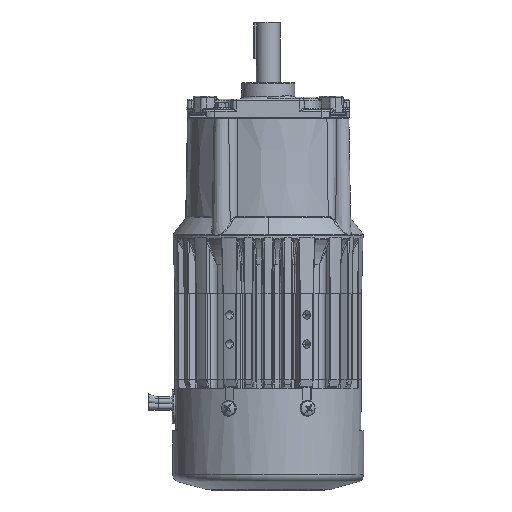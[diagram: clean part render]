
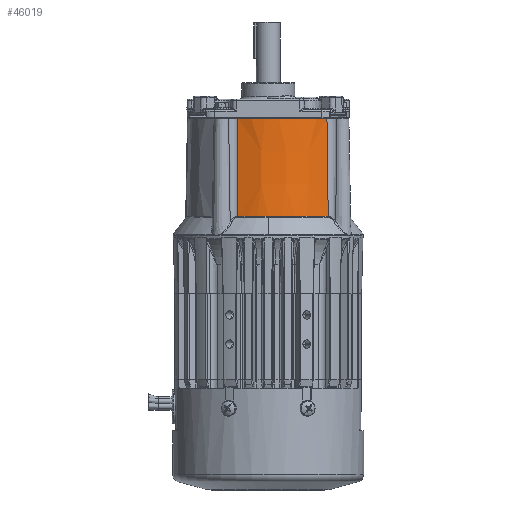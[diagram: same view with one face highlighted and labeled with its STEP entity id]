
A CAD part, front view. The second image highlights one B-rep face of the part: STEP entity #46019.
In plain terms, the highlighted conical face has half-angle 1 degrees and reference radius 42.545 mm.
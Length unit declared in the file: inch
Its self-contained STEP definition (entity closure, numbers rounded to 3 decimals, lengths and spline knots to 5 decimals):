
#7152 = EDGE_CURVE ( 'NONE', #49939, #27990, #31257, .T. ) ;
#7153 = EDGE_CURVE ( 'NONE', #27981, #49439, #31256, .T. ) ;
#7155 = EDGE_CURVE ( 'NONE', #27990, #50472, #31261, .T. ) ;
#7230 = EDGE_CURVE ( 'NONE', #50472, #49439, #31289, .T. ) ;
#9428 = DIRECTION ( 'NONE',  ( -1., 0., 0. ) ) ;
#9437 = DIRECTION ( 'NONE',  ( 0., 0., -1. ) ) ;
#9471 = CARTESIAN_POINT ( 'NONE',  ( 0., 0., 3.7 ) ) ;
#18124 = AXIS2_PLACEMENT_3D ( 'NONE', #86355, #86356, #86357 ) ;
#18183 = AXIS2_PLACEMENT_3D ( 'NONE', #83274, #83276, #83278 ) ;
#27981 = VERTEX_POINT ( 'NONE', #71464 ) ;
#27990 = VERTEX_POINT ( 'NONE', #71471 ) ;
#29629 = CIRCLE ( 'NONE', #106635, 1.7113 ) ;
#31256 = LINE ( 'NONE', #86354, #31263 ) ;
#31257 = CIRCLE ( 'NONE', #18124, 1.7113 ) ;
#31261 = LINE ( 'NONE', #86360, #31264 ) ;
#31263 = VECTOR ( 'NONE', #86352, 39.37008 ) ;
#31264 = VECTOR ( 'NONE', #86374, 39.37008 ) ;
#31289 = CIRCLE ( 'NONE', #18183, 1.67535 ) ;
#37752 = CARTESIAN_POINT ( 'NONE',  ( -0.63317, -1.55109, 3.68 ) ) ;
#37936 = CARTESIAN_POINT ( 'NONE',  ( 0., -1.7113, 1.62011 ) ) ;
#38086 = CARTESIAN_POINT ( 'NONE',  ( 1.23436, -1.13277, 3.68 ) ) ;
#46019 = ADVANCED_FACE ( 'NONE', ( #87765 ), #87768, .T. ) ;
#47887 = ORIENTED_EDGE ( 'NONE', *, *, #7155, .T. ) ;
#47888 = ORIENTED_EDGE ( 'NONE', *, *, #7230, .T. ) ;
#47890 = ORIENTED_EDGE ( 'NONE', *, *, #7153, .F. ) ;
#47892 = ORIENTED_EDGE ( 'NONE', *, *, #87739, .T. ) ;
#47894 = ORIENTED_EDGE ( 'NONE', *, *, #7152, .T. ) ;
#49439 = VERTEX_POINT ( 'NONE', #37752 ) ;
#49939 = VERTEX_POINT ( 'NONE', #37936 ) ;
#50472 = VERTEX_POINT ( 'NONE', #38086 ) ;
#71464 = CARTESIAN_POINT ( 'NONE',  ( -0.64676, -1.58438, 1.62011 ) ) ;
#71471 = CARTESIAN_POINT ( 'NONE',  ( 1.26085, -1.15708, 1.62011 ) ) ;
#79511 = CARTESIAN_POINT ( 'NONE',  ( 0., 0., 1.62011 ) ) ;
#79513 = DIRECTION ( 'NONE',  ( 0., 0., 1. ) ) ;
#79516 = DIRECTION ( 'NONE',  ( -1., 0., 0. ) ) ;
#80539 = EDGE_LOOP ( 'NONE', ( #47887, #47888, #47890, #47892, #47894 ) ) ;
#83274 = CARTESIAN_POINT ( 'NONE',  ( 0., 0., 3.68 ) ) ;
#83276 = DIRECTION ( 'NONE',  ( 0., 0., -1. ) ) ;
#83278 = DIRECTION ( 'NONE',  ( 0., -1., 0. ) ) ;
#86352 = DIRECTION ( 'NONE',  ( 0.007, 0.016, 1. ) ) ;
#86354 = CARTESIAN_POINT ( 'NONE',  ( -0.63304, -1.55077, 3.7 ) ) ;
#86355 = CARTESIAN_POINT ( 'NONE',  ( 0., 0., 1.62011 ) ) ;
#86356 = DIRECTION ( 'NONE',  ( 0., 0., 1. ) ) ;
#86357 = DIRECTION ( 'NONE',  ( -1., 0., 0. ) ) ;
#86360 = CARTESIAN_POINT ( 'NONE',  ( 1.2341, -1.13253, 3.7 ) ) ;
#86374 = DIRECTION ( 'NONE',  ( -0.013, 0.012, 1. ) ) ;
#87739 = EDGE_CURVE ( 'NONE', #27981, #49939, #29629, .T. ) ;
#87765 = FACE_OUTER_BOUND ( 'NONE', #80539, .T. ) ;
#87768 = CONICAL_SURFACE ( 'NONE', #91474, 1.675, 0.017 ) ;
#91474 = AXIS2_PLACEMENT_3D ( 'NONE', #9471, #9437, #9428 ) ;
#106635 = AXIS2_PLACEMENT_3D ( 'NONE', #79511, #79513, #79516 ) ;
